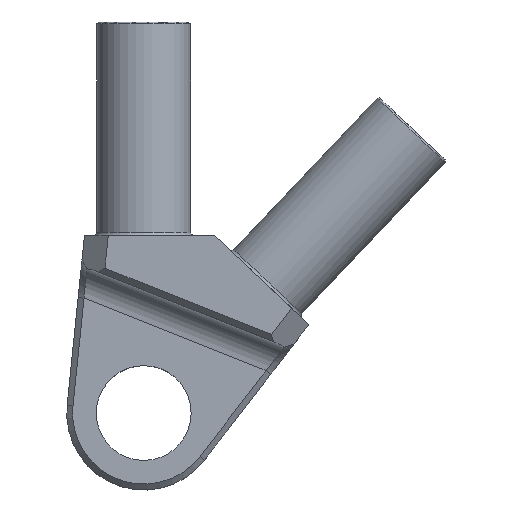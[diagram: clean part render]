
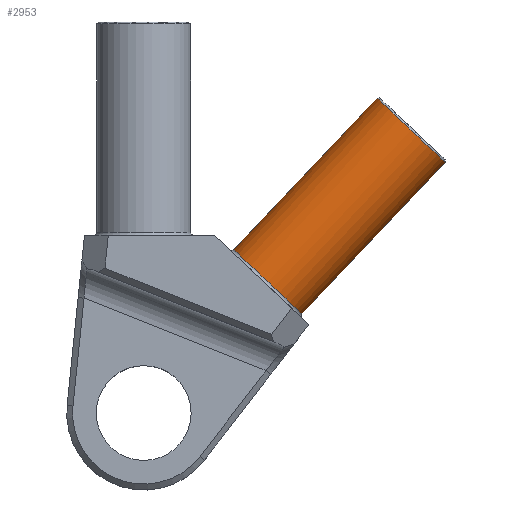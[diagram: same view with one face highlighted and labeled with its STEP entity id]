
A CAD part, top view. The second image highlights one B-rep face of the part: STEP entity #2953.
In plain terms, the highlighted cylindrical face has radius 7.9 mm (diameter 15.8 mm), a partial arc.
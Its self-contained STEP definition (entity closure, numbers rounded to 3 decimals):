
#204=CARTESIAN_POINT('Vertex',(15.209,27.593,0.)) ;
#206=CARTESIAN_POINT('Vertex',(26.692,16.74,0.)) ;
#240=CARTESIAN_POINT('Axis2P3D Location',(20.95,22.166,0.)) ;
#2911=CARTESIAN_POINT('Axis2P3D Location',(32.971,34.885,0.)) ;
#2916=CARTESIAN_POINT('Line Origine',(38.712,29.458,0.)) ;
#2920=CARTESIAN_POINT('Vertex',(50.87,42.322,0.)) ;
#2923=CARTESIAN_POINT('Line Origine',(27.229,40.311,0.)) ;
#2927=CARTESIAN_POINT('Vertex',(39.387,53.175,0.)) ;
#2942=CARTESIAN_POINT('Axis2P3D Location',(45.129,47.748,0.)) ;
#241=DIRECTION('Axis2P3D Direction',(-0.687,-0.727,0.)) ;
#2912=DIRECTION('Axis2P3D Direction',(0.687,0.727,-0.)) ;
#2913=DIRECTION('Axis2P3D XDirection',(-0.727,0.687,0.)) ;
#2917=DIRECTION('Vector Direction',(0.687,0.727,0.)) ;
#2924=DIRECTION('Vector Direction',(0.687,0.727,0.)) ;
#2943=DIRECTION('Axis2P3D Direction',(0.687,0.727,-0.)) ;
#242=AXIS2_PLACEMENT_3D('Circle Axis2P3D',#240,#241,$) ;
#2914=AXIS2_PLACEMENT_3D('Cylinder Axis2P3D',#2911,#2912,#2913) ;
#2944=AXIS2_PLACEMENT_3D('Circle Axis2P3D',#2942,#2943,$) ;
#2948=ORIENTED_EDGE('',*,*,#2929,.F.) ;
#2949=ORIENTED_EDGE('',*,*,#244,.F.) ;
#2950=ORIENTED_EDGE('',*,*,#2922,.T.) ;
#2951=ORIENTED_EDGE('',*,*,#2946,.F.) ;
#2918=VECTOR('Line Direction',#2917,1.) ;
#2925=VECTOR('Line Direction',#2924,1.) ;
#2953=ADVANCED_FACE('Corps principal',(#2952),#2915,.T.) ;
#243=CIRCLE('generated circle',#242,7.9) ;
#2945=CIRCLE('generated circle',#2944,7.9) ;
#2915=CYLINDRICAL_SURFACE('generated cylinder',#2914,7.9) ;
#244=EDGE_CURVE('',#207,#205,#243,.T.) ;
#2922=EDGE_CURVE('',#207,#2921,#2919,.T.) ;
#2929=EDGE_CURVE('',#205,#2928,#2926,.T.) ;
#2946=EDGE_CURVE('',#2928,#2921,#2945,.T.) ;
#2947=EDGE_LOOP('',(#2948,#2949,#2950,#2951)) ;
#2952=FACE_OUTER_BOUND('',#2947,.T.) ;
#2919=LINE('Line',#2916,#2918) ;
#2926=LINE('Line',#2923,#2925) ;
#205=VERTEX_POINT('',#204) ;
#207=VERTEX_POINT('',#206) ;
#2921=VERTEX_POINT('',#2920) ;
#2928=VERTEX_POINT('',#2927) ;
